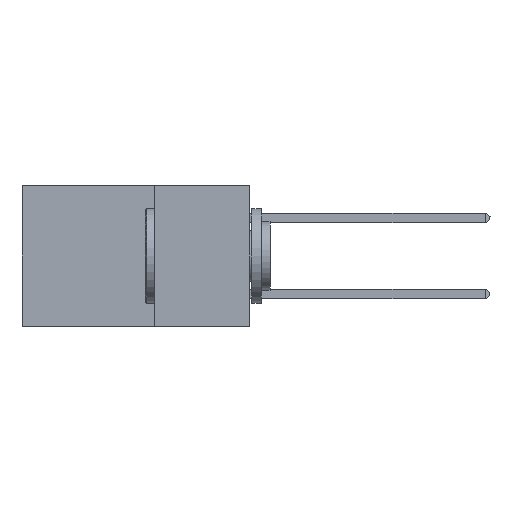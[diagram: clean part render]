
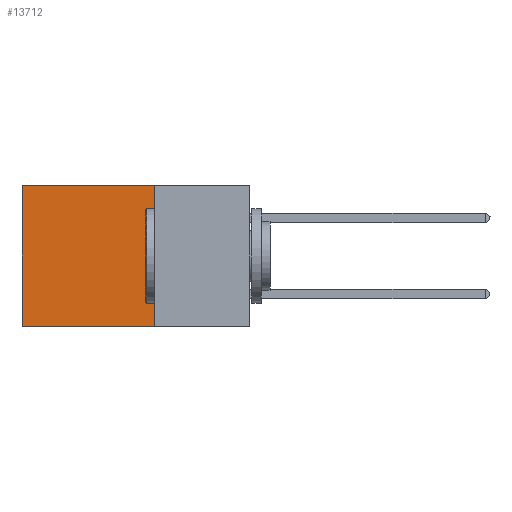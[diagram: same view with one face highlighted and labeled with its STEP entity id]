
A CAD part, left-side view. The second image highlights one B-rep face of the part: STEP entity #13712.
In plain terms, the highlighted planar face has unit normal (-1, 0, 0).
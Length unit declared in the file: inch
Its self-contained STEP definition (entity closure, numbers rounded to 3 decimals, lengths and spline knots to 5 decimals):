
#274 = LINE ( 'NONE', #19446, #16998 ) ;
#457 = ORIENTED_EDGE ( 'NONE', *, *, #12705, .F. ) ;
#610 = PLANE ( 'NONE',  #8188 ) ;
#623 = CARTESIAN_POINT ( 'NONE',  ( 0.2875, 0.6, 0. ) ) ;
#830 = EDGE_CURVE ( 'NONE', #12898, #2993, #1774, .T. ) ;
#1236 = CARTESIAN_POINT ( 'NONE',  ( 0.2875, 0.25, 0. ) ) ;
#1774 = LINE ( 'NONE', #7246, #11247 ) ;
#2355 = CARTESIAN_POINT ( 'NONE',  ( 0.2875, 0.25, 0. ) ) ;
#2472 = VERTEX_POINT ( 'NONE', #14005 ) ;
#2993 = VERTEX_POINT ( 'NONE', #7733 ) ;
#3099 = EDGE_LOOP ( 'NONE', ( #20392, #457, #18722, #17777 ) ) ;
#6008 = FACE_OUTER_BOUND ( 'NONE', #3099, .T. ) ;
#7246 = CARTESIAN_POINT ( 'NONE',  ( 0.2875, 0.6, 0. ) ) ;
#7626 = DIRECTION ( 'NONE',  ( 0., 0., -1. ) ) ;
#7733 = CARTESIAN_POINT ( 'NONE',  ( 0.2875, 0.6, -0.37 ) ) ;
#8162 = DIRECTION ( 'NONE',  ( 0., 1., 0. ) ) ;
#8188 = AXIS2_PLACEMENT_3D ( 'NONE', #2355, #8548, #10238 ) ;
#8206 = LINE ( 'NONE', #18387, #8968 ) ;
#8352 = CARTESIAN_POINT ( 'NONE',  ( 0.2875, 0.25, 0. ) ) ;
#8477 = DIRECTION ( 'NONE',  ( 0., 1., 0. ) ) ;
#8548 = DIRECTION ( 'NONE',  ( 1., 0., 0. ) ) ;
#8968 = VECTOR ( 'NONE', #8477, 39.37008 ) ;
#9065 = VERTEX_POINT ( 'NONE', #8352 ) ;
#10238 = DIRECTION ( 'NONE',  ( 0., 0., -1. ) ) ;
#10565 = VECTOR ( 'NONE', #7626, 39.37008 ) ;
#11247 = VECTOR ( 'NONE', #13769, 39.37008 ) ;
#12705 = EDGE_CURVE ( 'NONE', #2472, #2993, #274, .T. ) ;
#12794 = LINE ( 'NONE', #1236, #10565 ) ;
#12898 = VERTEX_POINT ( 'NONE', #623 ) ;
#13712 = ADVANCED_FACE ( 'NONE', ( #6008 ), #610, .F. ) ;
#13769 = DIRECTION ( 'NONE',  ( 0., 0., -1. ) ) ;
#14005 = CARTESIAN_POINT ( 'NONE',  ( 0.2875, 0.25, -0.37 ) ) ;
#14720 = EDGE_CURVE ( 'NONE', #9065, #12898, #8206, .T. ) ;
#16998 = VECTOR ( 'NONE', #8162, 39.37008 ) ;
#17777 = ORIENTED_EDGE ( 'NONE', *, *, #14720, .T. ) ;
#17968 = EDGE_CURVE ( 'NONE', #9065, #2472, #12794, .T. ) ;
#18387 = CARTESIAN_POINT ( 'NONE',  ( 0.2875, 0.25, 0. ) ) ;
#18722 = ORIENTED_EDGE ( 'NONE', *, *, #17968, .F. ) ;
#19446 = CARTESIAN_POINT ( 'NONE',  ( 0.2875, 0.25, -0.37 ) ) ;
#20392 = ORIENTED_EDGE ( 'NONE', *, *, #830, .T. ) ;
